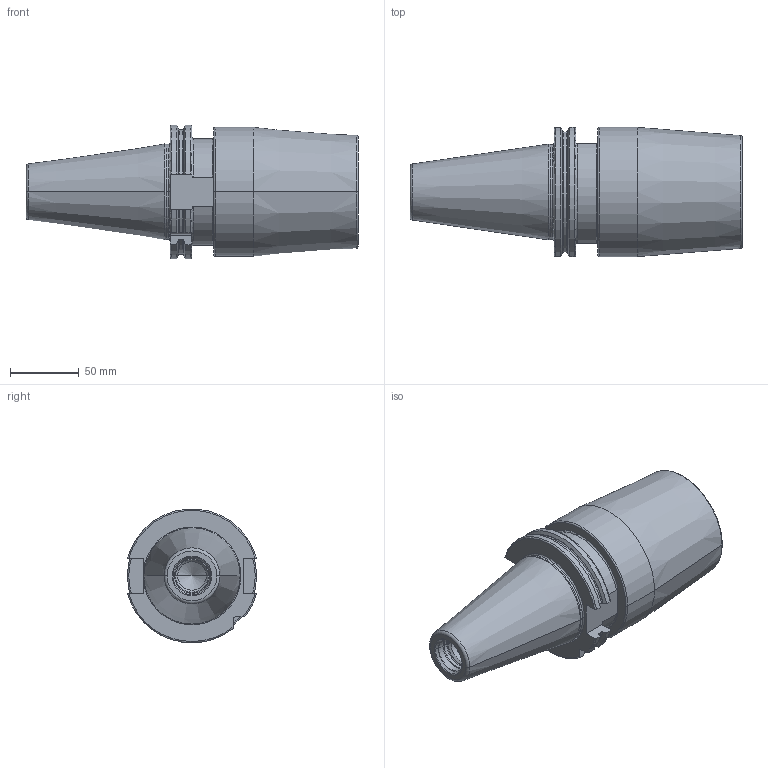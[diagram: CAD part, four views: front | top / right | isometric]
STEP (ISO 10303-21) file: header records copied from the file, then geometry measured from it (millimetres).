
FILE_DESCRIPTION((''),'2;1');
FILE_NAME('50-450-50-6','2011-09-06T',('mei'),(''),'PRO/ENGINEER BY PARAMETRIC TECHNOLOGY CORPORATION, 2010430','PRO/ENGINEER BY PARAMETRIC TECHNOLOGY CORPORATION, 2010430','');
FILE_SCHEMA(('CONFIG_CONTROL_DESIGN'));
Length unit declared in the file: millimetre
Products named in the file (1): 50-450-50-6
Bounding box: 241.6 x 94 x 97.29 mm (x, y, z)
Volume: 901042.6 mm3; surface area: 92793.7 mm2
Topology: 1 solids, 2 shells, 101 faces, 255 edges, 159 vertices
Faces by surface type: torus 32, cylinder 26, plane 23, cone 20
Entity records: 3380 total; most frequent: CARTESIAN_POINT 909, DIRECTION 529, ORIENTED_EDGE 502, EDGE_CURVE 253, AXIS2_PLACEMENT_3D 220, VERTEX_POINT 159, CIRCLE 118, EDGE_LOOP 106
